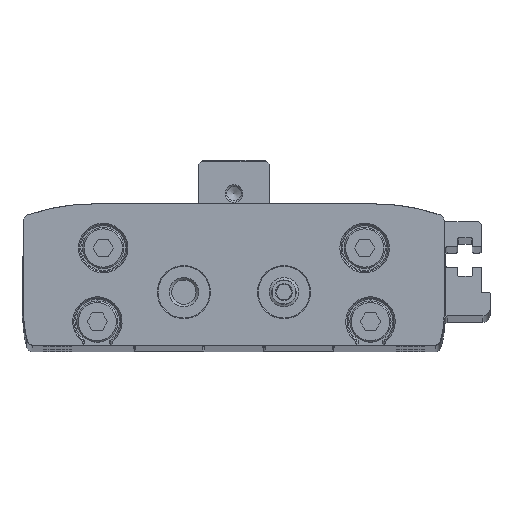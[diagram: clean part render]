
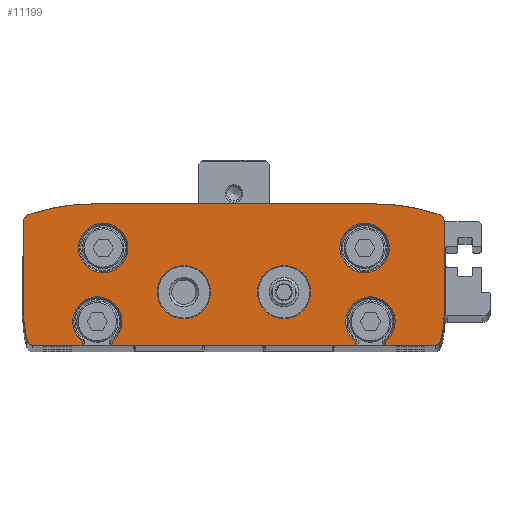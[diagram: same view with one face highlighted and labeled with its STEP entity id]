
A CAD part, top view. The second image highlights one B-rep face of the part: STEP entity #11199.
In plain terms, the highlighted planar face has unit normal (0, 0, 1).
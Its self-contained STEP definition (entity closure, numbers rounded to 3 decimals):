
#570=LINE('',#17180,#1478);
#579=LINE('',#17208,#1487);
#580=LINE('',#17216,#1488);
#589=LINE('',#17244,#1497);
#590=LINE('',#17247,#1498);
#591=LINE('',#17249,#1499);
#592=LINE('',#17255,#1500);
#593=LINE('',#17261,#1501);
#594=LINE('',#17267,#1502);
#595=LINE('',#17273,#1503);
#1478=VECTOR('',#13484,1000.);
#1487=VECTOR('',#13503,1000.);
#1488=VECTOR('',#13506,1000.);
#1497=VECTOR('',#13525,1000.);
#1498=VECTOR('',#13530,1000.);
#1499=VECTOR('',#13533,1000.);
#1500=VECTOR('',#13538,1000.);
#1501=VECTOR('',#13543,1000.);
#1502=VECTOR('',#13548,1000.);
#1503=VECTOR('',#13553,1000.);
#2479=ORIENTED_EDGE('',*,*,#5590,.F.);
#2480=ORIENTED_EDGE('',*,*,#5575,.T.);
#2481=ORIENTED_EDGE('',*,*,#5591,.T.);
#2482=ORIENTED_EDGE('',*,*,#5577,.F.);
#2483=ORIENTED_EDGE('',*,*,#5592,.F.);
#2484=ORIENTED_EDGE('',*,*,#5589,.T.);
#2485=ORIENTED_EDGE('',*,*,#5593,.T.);
#2486=ORIENTED_EDGE('',*,*,#5594,.T.);
#2487=ORIENTED_EDGE('',*,*,#5595,.T.);
#2488=ORIENTED_EDGE('',*,*,#5596,.T.);
#2489=ORIENTED_EDGE('',*,*,#5597,.T.);
#2490=ORIENTED_EDGE('',*,*,#5598,.T.);
#2491=ORIENTED_EDGE('',*,*,#5599,.T.);
#2492=ORIENTED_EDGE('',*,*,#5600,.T.);
#2493=ORIENTED_EDGE('',*,*,#5601,.T.);
#2494=ORIENTED_EDGE('',*,*,#5602,.T.);
#2495=ORIENTED_EDGE('',*,*,#5603,.T.);
#2496=ORIENTED_EDGE('',*,*,#5604,.T.);
#2497=ORIENTED_EDGE('',*,*,#5605,.T.);
#2498=ORIENTED_EDGE('',*,*,#5563,.F.);
#2499=ORIENTED_EDGE('',*,*,#5606,.F.);
#2500=ORIENTED_EDGE('',*,*,#5607,.F.);
#2501=ORIENTED_EDGE('',*,*,#5608,.F.);
#2502=ORIENTED_EDGE('',*,*,#5609,.F.);
#5563=EDGE_CURVE('',#7118,#7120,#570,.T.);
#5575=EDGE_CURVE('',#7128,#7129,#579,.T.);
#5577=EDGE_CURVE('',#7130,#7132,#580,.T.);
#5589=EDGE_CURVE('',#7140,#7141,#589,.T.);
#5590=EDGE_CURVE('',#7128,#7118,#8186,.T.);
#5591=EDGE_CURVE('',#7129,#7132,#590,.T.);
#5592=EDGE_CURVE('',#7140,#7130,#8187,.T.);
#5593=EDGE_CURVE('',#7141,#7142,#591,.T.);
#5594=EDGE_CURVE('',#7142,#7143,#8188,.T.);
#5595=EDGE_CURVE('',#7143,#7144,#8189,.T.);
#5596=EDGE_CURVE('',#7144,#7145,#592,.T.);
#5597=EDGE_CURVE('',#7145,#7146,#8190,.T.);
#5598=EDGE_CURVE('',#7146,#7147,#8191,.T.);
#5599=EDGE_CURVE('',#7147,#7148,#593,.T.);
#5600=EDGE_CURVE('',#7148,#7149,#8192,.T.);
#5601=EDGE_CURVE('',#7149,#7150,#8193,.T.);
#5602=EDGE_CURVE('',#7150,#7151,#594,.T.);
#5603=EDGE_CURVE('',#7151,#7152,#8194,.T.);
#5604=EDGE_CURVE('',#7152,#7153,#8195,.T.);
#5605=EDGE_CURVE('',#7153,#7120,#595,.T.);
#5606=EDGE_CURVE('',#7154,#7154,#8196,.T.);
#5607=EDGE_CURVE('',#7155,#7155,#8197,.T.);
#5608=EDGE_CURVE('',#7156,#7156,#8198,.T.);
#5609=EDGE_CURVE('',#7157,#7157,#8199,.T.);
#7118=VERTEX_POINT('',#17178);
#7120=VERTEX_POINT('',#17181);
#7128=VERTEX_POINT('',#17205);
#7129=VERTEX_POINT('',#17207);
#7130=VERTEX_POINT('',#17214);
#7132=VERTEX_POINT('',#17217);
#7140=VERTEX_POINT('',#17241);
#7141=VERTEX_POINT('',#17243);
#7142=VERTEX_POINT('',#17250);
#7143=VERTEX_POINT('',#17252);
#7144=VERTEX_POINT('',#17254);
#7145=VERTEX_POINT('',#17256);
#7146=VERTEX_POINT('',#17258);
#7147=VERTEX_POINT('',#17260);
#7148=VERTEX_POINT('',#17262);
#7149=VERTEX_POINT('',#17264);
#7150=VERTEX_POINT('',#17266);
#7151=VERTEX_POINT('',#17268);
#7152=VERTEX_POINT('',#17270);
#7153=VERTEX_POINT('',#17272);
#7154=VERTEX_POINT('',#17275);
#7155=VERTEX_POINT('',#17277);
#7156=VERTEX_POINT('',#17279);
#7157=VERTEX_POINT('',#17281);
#8186=CIRCLE('',#12016,4.2);
#8187=CIRCLE('',#12017,4.2);
#8188=CIRCLE('',#12018,1.);
#8189=CIRCLE('',#12019,15.);
#8190=CIRCLE('',#12020,1.);
#8191=CIRCLE('',#12021,35.);
#8192=CIRCLE('',#12022,35.);
#8193=CIRCLE('',#12023,1.);
#8194=CIRCLE('',#12024,15.);
#8195=CIRCLE('',#12025,1.);
#8196=CIRCLE('',#12026,4.2);
#8197=CIRCLE('',#12027,4.2);
#8198=CIRCLE('',#12028,4.5);
#8199=CIRCLE('',#12029,4.5);
#8789=EDGE_LOOP('',(#2479,#2480,#2481,#2482,#2483,#2484,#2485,#2486,#2487,
#2488,#2489,#2490,#2491,#2492,#2493,#2494,#2495,#2496,#2497,#2498));
#8790=EDGE_LOOP('',(#2499));
#8791=EDGE_LOOP('',(#2500));
#8792=EDGE_LOOP('',(#2501));
#8793=EDGE_LOOP('',(#2502));
#9829=FACE_BOUND('',#8789,.T.);
#9830=FACE_BOUND('',#8790,.T.);
#9831=FACE_BOUND('',#8791,.T.);
#9832=FACE_BOUND('',#8792,.T.);
#9833=FACE_BOUND('',#8793,.T.);
#10848=PLANE('',#12015);
#11199=ADVANCED_FACE('',(#9829,#9830,#9831,#9832,#9833),#10848,.T.);
#12015=AXIS2_PLACEMENT_3D('',#17245,#13526,#13527);
#12016=AXIS2_PLACEMENT_3D('',#17246,#13528,#13529);
#12017=AXIS2_PLACEMENT_3D('',#17248,#13531,#13532);
#12018=AXIS2_PLACEMENT_3D('',#17251,#13534,#13535);
#12019=AXIS2_PLACEMENT_3D('',#17253,#13536,#13537);
#12020=AXIS2_PLACEMENT_3D('',#17257,#13539,#13540);
#12021=AXIS2_PLACEMENT_3D('',#17259,#13541,#13542);
#12022=AXIS2_PLACEMENT_3D('',#17263,#13544,#13545);
#12023=AXIS2_PLACEMENT_3D('',#17265,#13546,#13547);
#12024=AXIS2_PLACEMENT_3D('',#17269,#13549,#13550);
#12025=AXIS2_PLACEMENT_3D('',#17271,#13551,#13552);
#12026=AXIS2_PLACEMENT_3D('',#17274,#13554,#13555);
#12027=AXIS2_PLACEMENT_3D('',#17276,#13556,#13557);
#12028=AXIS2_PLACEMENT_3D('',#17278,#13558,#13559);
#12029=AXIS2_PLACEMENT_3D('',#17280,#13560,#13561);
#13484=DIRECTION('',(0.,-1.,0.));
#13503=DIRECTION('',(0.,-1.,0.));
#13506=DIRECTION('',(0.,-1.,0.));
#13525=DIRECTION('',(0.,-1.,0.));
#13526=DIRECTION('',(0.,0.,1.));
#13527=DIRECTION('',(1.,0.,0.));
#13528=DIRECTION('',(0.,0.,1.));
#13529=DIRECTION('',(1.,0.,0.));
#13530=DIRECTION('',(1.,0.,0.));
#13531=DIRECTION('',(0.,0.,1.));
#13532=DIRECTION('',(1.,0.,0.));
#13533=DIRECTION('',(1.,0.,0.));
#13534=DIRECTION('',(0.,0.,1.));
#13535=DIRECTION('',(1.,0.,0.));
#13536=DIRECTION('',(0.,0.,1.));
#13537=DIRECTION('',(1.,0.,0.));
#13538=DIRECTION('',(0.,1.,0.));
#13539=DIRECTION('',(0.,0.,1.));
#13540=DIRECTION('',(1.,0.,0.));
#13541=DIRECTION('',(0.,0.,1.));
#13542=DIRECTION('',(1.,0.,0.));
#13543=DIRECTION('',(-1.,0.,0.));
#13544=DIRECTION('',(0.,0.,1.));
#13545=DIRECTION('',(1.,0.,0.));
#13546=DIRECTION('',(0.,0.,1.));
#13547=DIRECTION('',(1.,0.,0.));
#13548=DIRECTION('',(0.,-1.,0.));
#13549=DIRECTION('',(0.,0.,1.));
#13550=DIRECTION('',(1.,0.,0.));
#13551=DIRECTION('',(0.,0.,1.));
#13552=DIRECTION('',(1.,0.,0.));
#13553=DIRECTION('',(1.,0.,0.));
#13554=DIRECTION('',(0.,0.,1.));
#13555=DIRECTION('',(1.,0.,0.));
#13556=DIRECTION('',(0.,0.,1.));
#13557=DIRECTION('',(1.,0.,0.));
#13558=DIRECTION('',(0.,0.,1.));
#13559=DIRECTION('',(1.,0.,0.));
#13560=DIRECTION('',(0.,0.,1.));
#13561=DIRECTION('',(1.,0.,0.));
#17178=CARTESIAN_POINT('',(-25.7,0.625,330.));
#17180=CARTESIAN_POINT('',(-25.7,4.,330.));
#17181=CARTESIAN_POINT('',(-25.7,0.,330.));
#17205=CARTESIAN_POINT('',(-20.7,0.625,330.));
#17207=CARTESIAN_POINT('',(-20.7,0.,330.));
#17208=CARTESIAN_POINT('',(-20.7,4.,330.));
#17214=CARTESIAN_POINT('',(20.7,0.625,330.));
#17216=CARTESIAN_POINT('',(20.7,4.,330.));
#17217=CARTESIAN_POINT('',(20.7,0.,330.));
#17241=CARTESIAN_POINT('',(25.7,0.625,330.));
#17243=CARTESIAN_POINT('',(25.7,0.,330.));
#17244=CARTESIAN_POINT('',(25.7,4.,330.));
#17245=CARTESIAN_POINT('',(-20.7,5.,330.));
#17246=CARTESIAN_POINT('',(-23.2,4.,330.));
#17247=CARTESIAN_POINT('',(-34.116,0.,330.));
#17248=CARTESIAN_POINT('',(23.2,4.,330.));
#17249=CARTESIAN_POINT('',(-34.116,0.,330.));
#17250=CARTESIAN_POINT('',(34.116,0.,330.));
#17251=CARTESIAN_POINT('',(34.116,1.,330.));
#17252=CARTESIAN_POINT('',(35.075,0.714,330.));
#17253=CARTESIAN_POINT('',(20.7,5.,330.));
#17254=CARTESIAN_POINT('',(35.7,5.,330.));
#17255=CARTESIAN_POINT('',(35.7,5.,330.));
#17256=CARTESIAN_POINT('',(35.7,21.171,330.));
#17257=CARTESIAN_POINT('',(34.7,21.171,330.));
#17258=CARTESIAN_POINT('',(35.024,22.118,330.));
#17259=CARTESIAN_POINT('',(23.7,-11.,330.));
#17260=CARTESIAN_POINT('',(23.7,24.,330.));
#17261=CARTESIAN_POINT('',(23.7,24.,330.));
#17262=CARTESIAN_POINT('',(-23.7,24.,330.));
#17263=CARTESIAN_POINT('',(-23.7,-11.,330.));
#17264=CARTESIAN_POINT('',(-35.024,22.118,330.));
#17265=CARTESIAN_POINT('',(-34.7,21.171,330.));
#17266=CARTESIAN_POINT('',(-35.7,21.171,330.));
#17267=CARTESIAN_POINT('',(-35.7,21.171,330.));
#17268=CARTESIAN_POINT('',(-35.7,5.,330.));
#17269=CARTESIAN_POINT('',(-20.7,5.,330.));
#17270=CARTESIAN_POINT('',(-35.075,0.714,330.));
#17271=CARTESIAN_POINT('',(-34.116,1.,330.));
#17272=CARTESIAN_POINT('',(-34.116,0.,330.));
#17273=CARTESIAN_POINT('',(-34.116,0.,330.));
#17274=CARTESIAN_POINT('',(-22.2,16.5,330.));
#17275=CARTESIAN_POINT('',(-18.,16.5,330.));
#17276=CARTESIAN_POINT('',(22.2,16.5,330.));
#17277=CARTESIAN_POINT('',(26.4,16.5,330.));
#17278=CARTESIAN_POINT('',(-8.5,9.,330.));
#17279=CARTESIAN_POINT('',(-4.,9.,330.));
#17280=CARTESIAN_POINT('',(8.5,9.,330.));
#17281=CARTESIAN_POINT('',(13.,9.,330.));
